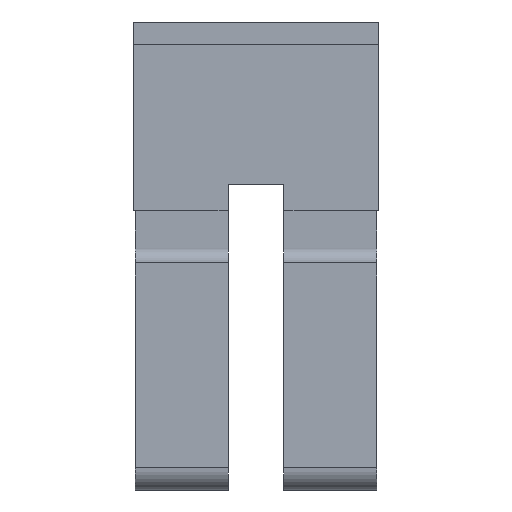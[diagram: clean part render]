
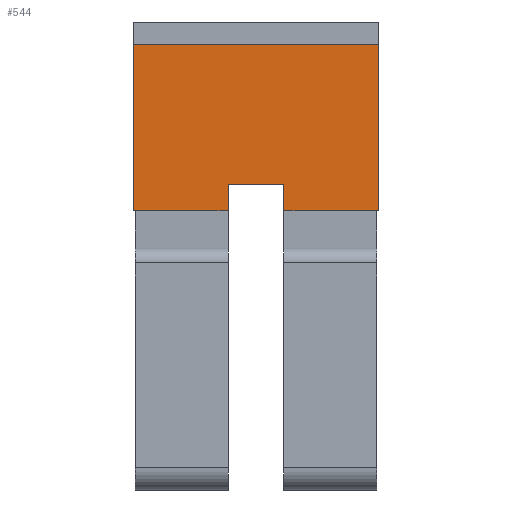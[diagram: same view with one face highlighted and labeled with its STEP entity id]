
A CAD part, top view. The second image highlights one B-rep face of the part: STEP entity #544.
In plain terms, the highlighted planar face has unit normal (0, 0, 1).
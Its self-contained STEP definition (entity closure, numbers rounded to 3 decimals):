
#51 = CARTESIAN_POINT ( 'NONE',  ( -57.243, 20.909, 23.36 ) ) ;
#54 = PLANE ( 'NONE',  #985 ) ;
#62 = VECTOR ( 'NONE', #1532, 1000. ) ;
#98 = ORIENTED_EDGE ( 'NONE', *, *, #686, .F. ) ;
#101 = VERTEX_POINT ( 'NONE', #427 ) ;
#104 = DIRECTION ( 'NONE',  ( 0., -1., 0. ) ) ;
#119 = CARTESIAN_POINT ( 'NONE',  ( -57.243, 28.859, 23.36 ) ) ;
#122 = CARTESIAN_POINT ( 'NONE',  ( -44.043, 29.859, 23.36 ) ) ;
#148 = CARTESIAN_POINT ( 'NONE',  ( 19.957, 28.859, 23.36 ) ) ;
#161 = VERTEX_POINT ( 'NONE', #1092 ) ;
#178 = DIRECTION ( 'NONE',  ( 1., 0., 0. ) ) ;
#215 = EDGE_CURVE ( 'NONE', #101, #1308, #673, .T. ) ;
#260 = VECTOR ( 'NONE', #104, 1000. ) ;
#270 = DIRECTION ( 'NONE',  ( 0., -1., 0. ) ) ;
#296 = CARTESIAN_POINT ( 'NONE',  ( -52.143, 4.452, 23.36 ) ) ;
#310 = VECTOR ( 'NONE', #270, 1000. ) ;
#339 = VECTOR ( 'NONE', #1513, 1000. ) ;
#405 = DIRECTION ( 'NONE',  ( 0., 1., 0. ) ) ;
#427 = CARTESIAN_POINT ( 'NONE',  ( -57.243, 29.859, 23.36 ) ) ;
#440 = EDGE_CURVE ( 'NONE', #763, #601, #1404, .T. ) ;
#443 = ORIENTED_EDGE ( 'NONE', *, *, #1047, .T. ) ;
#482 = CARTESIAN_POINT ( 'NONE',  ( -49.143, 20.909, 23.36 ) ) ;
#505 = ORIENTED_EDGE ( 'NONE', *, *, #440, .T. ) ;
#506 = LINE ( 'NONE', #119, #339 ) ;
#544 = ADVANCED_FACE ( 'NONE', ( #1061 ), #54, .T. ) ;
#572 = VERTEX_POINT ( 'NONE', #1088 ) ;
#601 = VERTEX_POINT ( 'NONE', #1330 ) ;
#657 = EDGE_LOOP ( 'NONE', ( #505, #717, #1514, #98, #1157, #868, #845, #443 ) ) ;
#673 = LINE ( 'NONE', #1164, #787 ) ;
#686 = EDGE_CURVE ( 'NONE', #161, #101, #506, .T. ) ;
#717 = ORIENTED_EDGE ( 'NONE', *, *, #1543, .F. ) ;
#763 = VERTEX_POINT ( 'NONE', #482 ) ;
#771 = CARTESIAN_POINT ( 'NONE',  ( -57.243, 20.909, 23.36 ) ) ;
#787 = VECTOR ( 'NONE', #1176, 1000. ) ;
#845 = ORIENTED_EDGE ( 'NONE', *, *, #1507, .T. ) ;
#868 = ORIENTED_EDGE ( 'NONE', *, *, #1032, .T. ) ;
#967 = CARTESIAN_POINT ( 'NONE',  ( -52.143, 22.309, 23.36 ) ) ;
#985 = AXIS2_PLACEMENT_3D ( 'NONE', #148, #1419, #1413 ) ;
#987 = VECTOR ( 'NONE', #1173, 1000. ) ;
#1025 = VECTOR ( 'NONE', #178, 1000. ) ;
#1027 = LINE ( 'NONE', #1276, #260 ) ;
#1032 = EDGE_CURVE ( 'NONE', #572, #1636, #1049, .T. ) ;
#1047 = EDGE_CURVE ( 'NONE', #1282, #763, #1194, .T. ) ;
#1049 = LINE ( 'NONE', #296, #1570 ) ;
#1060 = LINE ( 'NONE', #51, #1025 ) ;
#1061 = FACE_OUTER_BOUND ( 'NONE', #657, .T. ) ;
#1088 = CARTESIAN_POINT ( 'NONE',  ( -52.143, 20.909, 23.36 ) ) ;
#1092 = CARTESIAN_POINT ( 'NONE',  ( -57.243, 20.909, 23.36 ) ) ;
#1157 = ORIENTED_EDGE ( 'NONE', *, *, #1559, .T. ) ;
#1164 = CARTESIAN_POINT ( 'NONE',  ( 18.757, 29.859, 23.36 ) ) ;
#1173 = DIRECTION ( 'NONE',  ( 1., 0., 0. ) ) ;
#1176 = DIRECTION ( 'NONE',  ( 1., 0., 0. ) ) ;
#1194 = LINE ( 'NONE', #1213, #310 ) ;
#1213 = CARTESIAN_POINT ( 'NONE',  ( -49.143, 22.309, 23.36 ) ) ;
#1276 = CARTESIAN_POINT ( 'NONE',  ( -44.043, 28.859, 23.36 ) ) ;
#1282 = VERTEX_POINT ( 'NONE', #1396 ) ;
#1286 = CARTESIAN_POINT ( 'NONE',  ( -52.143, 22.309, 23.36 ) ) ;
#1308 = VERTEX_POINT ( 'NONE', #122 ) ;
#1330 = CARTESIAN_POINT ( 'NONE',  ( -44.043, 20.909, 23.36 ) ) ;
#1396 = CARTESIAN_POINT ( 'NONE',  ( -49.143, 22.309, 23.36 ) ) ;
#1402 = LINE ( 'NONE', #1286, #62 ) ;
#1404 = LINE ( 'NONE', #771, #987 ) ;
#1413 = DIRECTION ( 'NONE',  ( 0., -1., 0. ) ) ;
#1419 = DIRECTION ( 'NONE',  ( 0., 0., 1. ) ) ;
#1507 = EDGE_CURVE ( 'NONE', #1636, #1282, #1402, .T. ) ;
#1513 = DIRECTION ( 'NONE',  ( 0., 1., 0. ) ) ;
#1514 = ORIENTED_EDGE ( 'NONE', *, *, #215, .F. ) ;
#1532 = DIRECTION ( 'NONE',  ( 1., 0., 0. ) ) ;
#1543 = EDGE_CURVE ( 'NONE', #1308, #601, #1027, .T. ) ;
#1559 = EDGE_CURVE ( 'NONE', #161, #572, #1060, .T. ) ;
#1570 = VECTOR ( 'NONE', #405, 1000. ) ;
#1636 = VERTEX_POINT ( 'NONE', #967 ) ;
